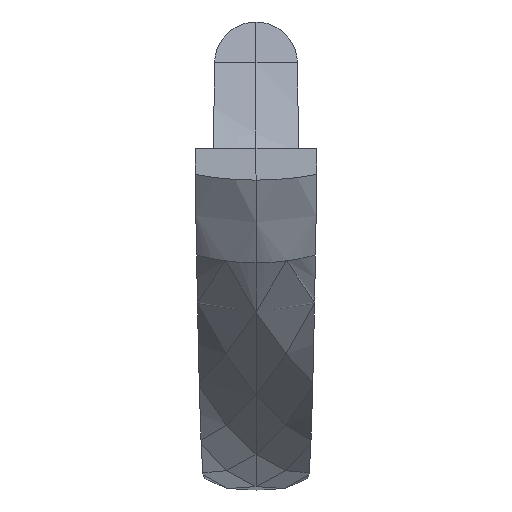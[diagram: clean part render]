
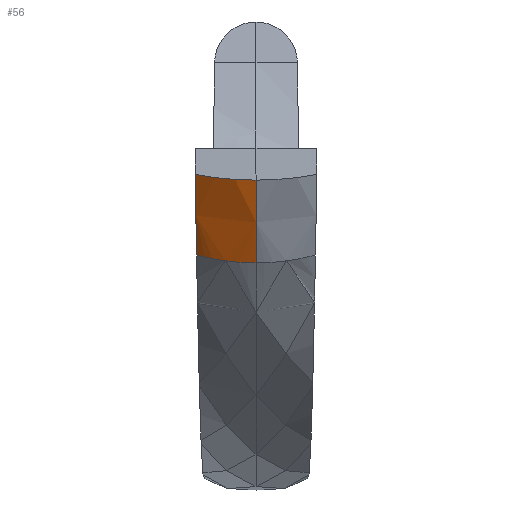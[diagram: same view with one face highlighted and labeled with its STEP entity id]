
A CAD part, top view. The second image highlights one B-rep face of the part: STEP entity #56.
In plain terms, the highlighted free-form (B-spline) face has degree [3, 3] with [5, 4] control points.
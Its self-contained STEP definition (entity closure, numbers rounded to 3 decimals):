
#56=ADVANCED_FACE('',(#144),#1183,.T.);
#144=FACE_OUTER_BOUND('',#233,.T.);
#233=EDGE_LOOP('',(#452,#453,#454,#455,#456));
#452=ORIENTED_EDGE('',*,*,#752,.T.);
#453=ORIENTED_EDGE('',*,*,#754,.T.);
#454=ORIENTED_EDGE('',*,*,#666,.F.);
#455=ORIENTED_EDGE('',*,*,#702,.F.);
#456=ORIENTED_EDGE('',*,*,#740,.T.);
#666=EDGE_CURVE('',#1041,#1042,#851,.T.);
#702=EDGE_CURVE('',#1065,#1041,#1003,.T.);
#740=EDGE_CURVE('',#1065,#1085,#1007,.T.);
#752=EDGE_CURVE('',#1085,#1088,#925,.T.);
#754=EDGE_CURVE('',#1088,#1042,#1015,.T.);
#851=B_SPLINE_CURVE_WITH_KNOTS('',3,(#2370,#2371,#2372,#2373,#2374,#2375,
#2376,#2377,#2378,#2379,#2380,#2381,#2382),.UNSPECIFIED.,.F.,.F.,(4,3,3,
3,4),(0.,0.52,1.731,2.251,3.463),
 .UNSPECIFIED.);
#925=B_SPLINE_CURVE_WITH_KNOTS('',3,(#2710,#2711,#2712,#2713),
 .UNSPECIFIED.,.F.,.F.,(4,4),(0.,3.569),
 .UNSPECIFIED.);
#1003=(
BOUNDED_CURVE()
B_SPLINE_CURVE(2,(#2518,#2519,#2520),.UNSPECIFIED.,.F.,.F.)
B_SPLINE_CURVE_WITH_KNOTS((3,3),(-2.557,0.),
 .UNSPECIFIED.)
CURVE()
GEOMETRIC_REPRESENTATION_ITEM()
RATIONAL_B_SPLINE_CURVE((1.,0.993,1.))
REPRESENTATION_ITEM('')
);
#1007=(
BOUNDED_CURVE()
B_SPLINE_CURVE(2,(#2677,#2678,#2679),.UNSPECIFIED.,.F.,.F.)
B_SPLINE_CURVE_WITH_KNOTS((3,3),(-3.49,-2.338),
 .UNSPECIFIED.)
CURVE()
GEOMETRIC_REPRESENTATION_ITEM()
RATIONAL_B_SPLINE_CURVE((1.,0.993,1.))
REPRESENTATION_ITEM('')
);
#1015=(
BOUNDED_CURVE()
B_SPLINE_CURVE(2,(#2718,#2719,#2720),.UNSPECIFIED.,.F.,.F.)
B_SPLINE_CURVE_WITH_KNOTS((3,3),(-2.395,0.),.UNSPECIFIED.)
CURVE()
GEOMETRIC_REPRESENTATION_ITEM()
RATIONAL_B_SPLINE_CURVE((1.,0.971,1.))
REPRESENTATION_ITEM('')
);
#1041=VERTEX_POINT('',#2076);
#1042=VERTEX_POINT('',#2077);
#1065=VERTEX_POINT('',#2100);
#1085=VERTEX_POINT('',#2120);
#1088=VERTEX_POINT('',#2123);
#1183=B_SPLINE_SURFACE_WITH_KNOTS('',3,3,((#1696,#1697,#1698,#1699),(#1700,
#1701,#1702,#1703),(#1704,#1705,#1706,#1707),(#1708,#1709,#1710,#1711),
(#1712,#1713,#1714,#1715)),.UNSPECIFIED.,.F.,.F.,.F.,(4,1,4),(4,4),(-0.006,
0.409,0.964),(0.,0.182),
 .UNSPECIFIED.);
#1696=CARTESIAN_POINT('',(2.302,16.898,-12.062));
#1697=CARTESIAN_POINT('',(2.294,15.837,-12.518));
#1698=CARTESIAN_POINT('',(2.286,14.818,-13.07));
#1699=CARTESIAN_POINT('',(2.278,13.859,-13.709));
#1700=CARTESIAN_POINT('',(1.697,16.776,-11.767));
#1701=CARTESIAN_POINT('',(1.691,15.697,-12.232));
#1702=CARTESIAN_POINT('',(1.685,14.662,-12.794));
#1703=CARTESIAN_POINT('',(1.679,13.688,-13.444));
#1704=CARTESIAN_POINT('',(0.127,16.605,-11.354));
#1705=CARTESIAN_POINT('',(0.127,15.502,-11.83));
#1706=CARTESIAN_POINT('',(0.126,14.443,-12.406));
#1707=CARTESIAN_POINT('',(0.126,13.447,-13.072));
#1708=CARTESIAN_POINT('',(-1.495,16.736,-11.669));
#1709=CARTESIAN_POINT('',(-1.49,15.651,-12.136));
#1710=CARTESIAN_POINT('',(-1.485,14.61,-12.701));
#1711=CARTESIAN_POINT('',(-1.479,13.631,-13.356));
#1712=CARTESIAN_POINT('',(-2.302,16.898,-12.062));
#1713=CARTESIAN_POINT('',(-2.294,15.837,-12.518));
#1714=CARTESIAN_POINT('',(-2.286,14.818,-13.07));
#1715=CARTESIAN_POINT('',(-2.278,13.859,-13.709));
#2076=CARTESIAN_POINT('',(-2.25,13.851,-13.697));
#2077=CARTESIAN_POINT('',(-2.302,16.898,-12.062));
#2100=CARTESIAN_POINT('',(-1.158,13.629,-13.353));
#2120=CARTESIAN_POINT('',(0.,13.553,-13.236));
#2123=CARTESIAN_POINT('',(0.,16.681,-11.536));
#2370=CARTESIAN_POINT('',(-2.25,13.851,-13.697));
#2371=CARTESIAN_POINT('',(-2.253,13.996,-13.601));
#2372=CARTESIAN_POINT('',(-2.255,14.142,-13.508));
#2373=CARTESIAN_POINT('',(-2.258,14.29,-13.416));
#2374=CARTESIAN_POINT('',(-2.264,14.632,-13.203));
#2375=CARTESIAN_POINT('',(-2.27,14.982,-13.001));
#2376=CARTESIAN_POINT('',(-2.276,15.337,-12.81));
#2377=CARTESIAN_POINT('',(-2.279,15.49,-12.728));
#2378=CARTESIAN_POINT('',(-2.281,15.644,-12.649));
#2379=CARTESIAN_POINT('',(-2.284,15.799,-12.571));
#2380=CARTESIAN_POINT('',(-2.29,16.16,-12.39));
#2381=CARTESIAN_POINT('',(-2.296,16.526,-12.22));
#2382=CARTESIAN_POINT('',(-2.302,16.898,-12.062));
#2518=CARTESIAN_POINT('',(-1.158,13.629,-13.353));
#2519=CARTESIAN_POINT('',(-1.729,13.704,-13.47));
#2520=CARTESIAN_POINT('',(-2.25,13.851,-13.697));
#2677=CARTESIAN_POINT('',(-1.158,13.629,-13.353));
#2678=CARTESIAN_POINT('',(-0.587,13.553,-13.236));
#2679=CARTESIAN_POINT('',(0.,13.553,-13.236));
#2710=CARTESIAN_POINT('',(0.,13.553,-13.236));
#2711=CARTESIAN_POINT('',(0.,14.541,-12.576));
#2712=CARTESIAN_POINT('',(0.,15.59,-12.006));
#2713=CARTESIAN_POINT('',(0.,16.681,-11.536));
#2718=CARTESIAN_POINT('',(0.,16.681,-11.536));
#2719=CARTESIAN_POINT('',(-1.222,16.681,-11.536));
#2720=CARTESIAN_POINT('',(-2.302,16.898,-12.062));
